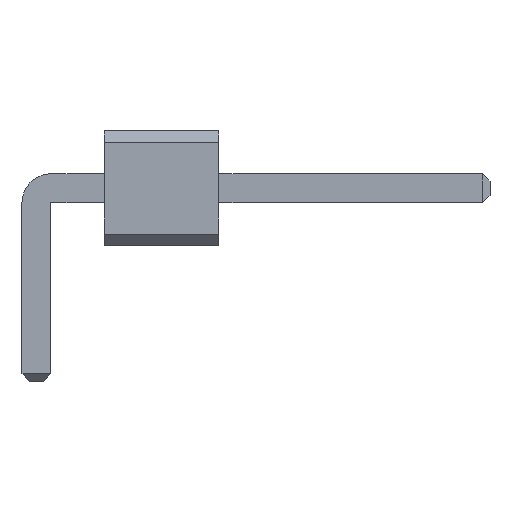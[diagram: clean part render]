
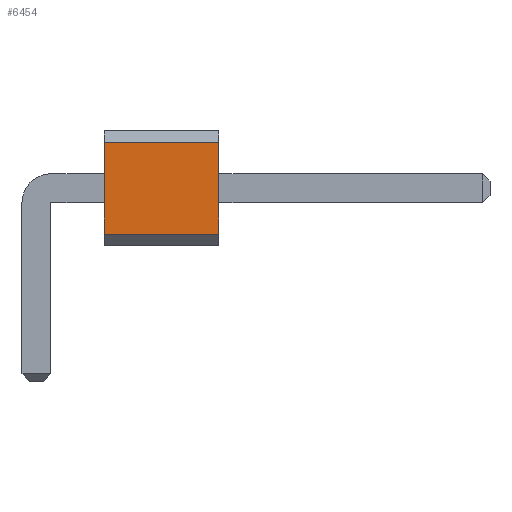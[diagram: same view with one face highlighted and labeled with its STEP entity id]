
A CAD part, front view. The second image highlights one B-rep face of the part: STEP entity #6454.
In plain terms, the highlighted planar face has unit normal (0, -1, 0).
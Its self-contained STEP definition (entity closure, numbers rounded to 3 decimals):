
#694 = VERTEX_POINT('',#695);
#695 = CARTESIAN_POINT('',(1.5,-59.69,2.286));
#701 = EDGE_CURVE('',#702,#694,#704,.T.);
#702 = VERTEX_POINT('',#703);
#703 = CARTESIAN_POINT('',(1.5,-59.69,0.254));
#704 = LINE('',#705,#706);
#705 = CARTESIAN_POINT('',(1.5,-59.69,0.254));
#706 = VECTOR('',#707,1.);
#707 = DIRECTION('',(0.,0.,1.));
#2663 = VERTEX_POINT('',#2664);
#2664 = CARTESIAN_POINT('',(4.04,-59.69,2.286));
#2670 = EDGE_CURVE('',#2671,#2663,#2673,.T.);
#2671 = VERTEX_POINT('',#2672);
#2672 = CARTESIAN_POINT('',(4.04,-59.69,0.254));
#2673 = LINE('',#2674,#2675);
#2674 = CARTESIAN_POINT('',(4.04,-59.69,0.254));
#2675 = VECTOR('',#2676,1.);
#2676 = DIRECTION('',(0.,0.,1.));
#6426 = EDGE_CURVE('',#702,#2671,#6427,.T.);
#6427 = LINE('',#6428,#6429);
#6428 = CARTESIAN_POINT('',(1.5,-59.69,0.254));
#6429 = VECTOR('',#6430,1.);
#6430 = DIRECTION('',(1.,0.,0.));
#6454 = ADVANCED_FACE('',(#6455),#6466,.T.);
#6455 = FACE_BOUND('',#6456,.T.);
#6456 = EDGE_LOOP('',(#6457,#6458,#6459,#6465));
#6457 = ORIENTED_EDGE('',*,*,#6426,.T.);
#6458 = ORIENTED_EDGE('',*,*,#2670,.T.);
#6459 = ORIENTED_EDGE('',*,*,#6460,.F.);
#6460 = EDGE_CURVE('',#694,#2663,#6461,.T.);
#6461 = LINE('',#6462,#6463);
#6462 = CARTESIAN_POINT('',(1.5,-59.69,2.286));
#6463 = VECTOR('',#6464,1.);
#6464 = DIRECTION('',(1.,0.,0.));
#6465 = ORIENTED_EDGE('',*,*,#701,.F.);
#6466 = PLANE('',#6467);
#6467 = AXIS2_PLACEMENT_3D('',#6468,#6469,#6470);
#6468 = CARTESIAN_POINT('',(1.5,-59.69,0.254));
#6469 = DIRECTION('',(0.,-1.,0.));
#6470 = DIRECTION('',(0.,0.,1.));
